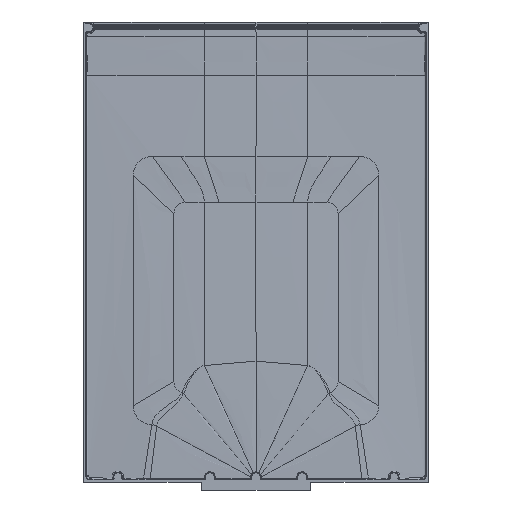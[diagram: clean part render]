
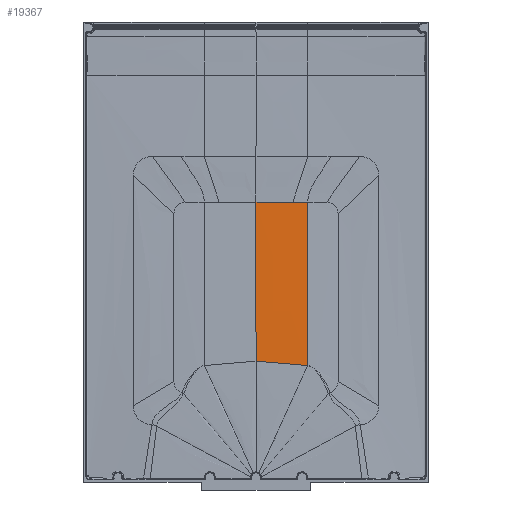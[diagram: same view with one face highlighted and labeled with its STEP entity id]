
A CAD part, front view. The second image highlights one B-rep face of the part: STEP entity #19367.
In plain terms, the highlighted free-form (B-spline) face has degree [3, 3] with [4, 4] control points.
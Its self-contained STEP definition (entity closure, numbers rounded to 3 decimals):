
#4987=CARTESIAN_POINT('',(134.866,-29.,304.506));
#5024=CARTESIAN_POINT('',(0.,-29.,
315.83));
#6130=CARTESIAN_POINT('',(0.,-22.434,
730.402));
#6143=CARTESIAN_POINT('',(95.618,-22.17,730.401));
#6151=CARTESIAN_POINT('',(0.,-29.,
315.83));
#6152=CARTESIAN_POINT('',(0.,-26.811,
454.021));
#6153=CARTESIAN_POINT('',(0.,-24.622,
592.212));
#6154=CARTESIAN_POINT('',(0.,-22.434,
730.402));
#6156=CARTESIAN_POINT('',(0.,-22.434,
730.402));
#6157=CARTESIAN_POINT('',(31.875,-22.434,730.402));
#6158=CARTESIAN_POINT('',(63.75,-22.339,730.402));
#6159=CARTESIAN_POINT('',(95.618,-22.17,730.401));
#6161=CARTESIAN_POINT('',(95.618,-22.17,730.401));
#6162=CARTESIAN_POINT('',(108.713,-22.1,730.401));
#6163=CARTESIAN_POINT('',(121.806,-22.018,730.401));
#6164=CARTESIAN_POINT('',(134.897,-21.925,730.402));
#6166=CARTESIAN_POINT('',(134.897,-21.925,730.402));
#6167=CARTESIAN_POINT('',(134.912,-24.229,588.523));
#6168=CARTESIAN_POINT('',(134.908,-26.626,446.643));
#6169=CARTESIAN_POINT('',(134.91,-28.996,304.757));
#6171=CARTESIAN_POINT('',(134.91,-28.996,304.757));
#6172=CARTESIAN_POINT('',(134.9,-28.996,304.751));
#6173=CARTESIAN_POINT('',(134.884,-28.996,304.739));
#6174=CARTESIAN_POINT('',(134.871,-28.996,304.722));
#6175=CARTESIAN_POINT('',(134.864,-28.997,304.702));
#6176=CARTESIAN_POINT('',(134.867,-28.997,304.678));
#6177=CARTESIAN_POINT('',(134.876,-28.997,304.66));
#6178=CARTESIAN_POINT('',(134.888,-28.998,304.642));
#6179=CARTESIAN_POINT('',(134.902,-28.998,304.627));
#6180=CARTESIAN_POINT('',(134.91,-28.998,304.619));
#6182=CARTESIAN_POINT('',(134.91,-28.998,304.619));
#6183=CARTESIAN_POINT('',(134.915,-28.998,304.612));
#6184=CARTESIAN_POINT('',(134.923,-28.998,304.6));
#6185=CARTESIAN_POINT('',(134.928,-28.999,304.584));
#6186=CARTESIAN_POINT('',(134.927,-28.999,304.567));
#6187=CARTESIAN_POINT('',(134.922,-28.999,304.554));
#6188=CARTESIAN_POINT('',(134.915,-28.999,304.545));
#6189=CARTESIAN_POINT('',(134.91,-28.999,304.54));
#6191=CARTESIAN_POINT('',(134.91,-28.999,304.54));
#6192=CARTESIAN_POINT('',(134.906,-28.999,304.536));
#6193=CARTESIAN_POINT('',(134.898,-29.,304.528));
#6194=CARTESIAN_POINT('',(134.884,-29.,304.516));
#6195=CARTESIAN_POINT('',(134.872,-29.,304.509));
#6196=CARTESIAN_POINT('',(134.866,-29.,304.506));
#6198=CARTESIAN_POINT('',(134.866,-29.,304.506));
#6199=CARTESIAN_POINT('',(123.713,-29.,306.18));
#6200=CARTESIAN_POINT('',(101.354,-29.,309.277));
#6201=CARTESIAN_POINT('',(56.454,-29.,314.124));
#6202=CARTESIAN_POINT('',(22.584,-29.,315.83));
#6203=CARTESIAN_POINT('',(0.,-29.,
315.83));
#6902=VERTEX_POINT('',#4987);
#6903=VERTEX_POINT('',#6191);
#6904=VERTEX_POINT('',#6182);
#6905=VERTEX_POINT('',#6171);
#6907=VERTEX_POINT('',#5024);
#6958=VERTEX_POINT('',#6130);
#6960=VERTEX_POINT('',#6143);
#6961=VERTEX_POINT('',#6164);
#19338=CARTESIAN_POINT('',(136.263,-21.846,
734.661));
#19339=CARTESIAN_POINT('',(90.405,-22.177,
734.66));
#19340=CARTESIAN_POINT('',(44.527,-22.37,
734.661));
#19341=CARTESIAN_POINT('',(-1.349,-22.367,
734.661));
#19342=CARTESIAN_POINT('',(136.279,-24.197,
589.859));
#19343=CARTESIAN_POINT('',(90.414,-24.491,
589.854));
#19344=CARTESIAN_POINT('',(44.532,-24.663,
589.853));
#19345=CARTESIAN_POINT('',(-1.349,-24.66,
589.853));
#19346=CARTESIAN_POINT('',(136.275,-26.647,
445.055));
#19347=CARTESIAN_POINT('',(90.41,-26.842,
445.048));
#19348=CARTESIAN_POINT('',(44.53,-26.956,
445.045));
#19349=CARTESIAN_POINT('',(-1.349,-26.953,
445.045));
#19350=CARTESIAN_POINT('',(136.277,-29.068,
300.247));
#19351=CARTESIAN_POINT('',(90.41,-29.181,
300.24));
#19352=CARTESIAN_POINT('',(44.53,-29.248,
300.237));
#19353=CARTESIAN_POINT('',(-1.349,-29.247,
300.237));
#19354=B_SPLINE_SURFACE_WITH_KNOTS('',3,3,((#19338,#19339,#19340,#19341),
(#19342,#19343,#19344,#19345),(#19346,#19347,#19348,#19349),(#19350,#19351,
#19352,#19353)),.UNSPECIFIED.,.F.,.F.,.F.,(4,4),(4,4),(0.388,
0.75),(0.348,0.502),.UNSPECIFIED.);
#19356=ORIENTED_EDGE('',*,*,#19355,.T.);
#19357=ORIENTED_EDGE('',*,*,#19246,.T.);
#19358=ORIENTED_EDGE('',*,*,#19329,.T.);
#19360=ORIENTED_EDGE('',*,*,#19359,.T.);
#19361=ORIENTED_EDGE('',*,*,#16897,.T.);
#19362=ORIENTED_EDGE('',*,*,#16895,.T.);
#19363=ORIENTED_EDGE('',*,*,#16893,.T.);
#19364=ORIENTED_EDGE('',*,*,#16933,.T.);
#19365=EDGE_LOOP('',(#19356,#19357,#19358,#19360,#19361,#19362,#19363,#19364));
#19366=FACE_OUTER_BOUND('',#19365,.F.);
#19367=ADVANCED_FACE('',(#19366),#19354,.F.);
#6155=B_SPLINE_CURVE_WITH_KNOTS('',3,(#6151,#6152,#6153,#6154),.UNSPECIFIED.,
.F.,.F.,(4,4),(0.,1.),.UNSPECIFIED.);
#6160=B_SPLINE_CURVE_WITH_KNOTS('',3,(#6156,#6157,#6158,#6159),.UNSPECIFIED.,
.F.,.F.,(4,4),(0.,1.),.UNSPECIFIED.);
#6165=B_SPLINE_CURVE_WITH_KNOTS('',3,(#6161,#6162,#6163,#6164),.UNSPECIFIED.,
.F.,.F.,(4,4),(0.,1.),.UNSPECIFIED.);
#6170=B_SPLINE_CURVE_WITH_KNOTS('',3,(#6166,#6167,#6168,#6169),.UNSPECIFIED.,
.F.,.F.,(4,4),(0.,1.),.UNSPECIFIED.);
#6181=B_SPLINE_CURVE_WITH_KNOTS('',3,(#6171,#6172,#6173,#6174,#6175,#6176,#6177,
#6178,#6179,#6180),.UNSPECIFIED.,.F.,.F.,(4,1,1,1,1,1,1,4),(0.,
0.143,0.286,0.429,0.571,
0.714,0.857,1.),.UNSPECIFIED.);
#6190=B_SPLINE_CURVE_WITH_KNOTS('',3,(#6182,#6183,#6184,#6185,#6186,#6187,#6188,
#6189),.UNSPECIFIED.,.F.,.F.,(4,1,1,1,1,4),(0.,0.2,0.4,0.6,0.8,1.),
.UNSPECIFIED.);
#6197=B_SPLINE_CURVE_WITH_KNOTS('',3,(#6191,#6192,#6193,#6194,#6195,#6196),
.UNSPECIFIED.,.F.,.F.,(4,1,1,4),(0.,0.333,0.667,1.),
.UNSPECIFIED.);
#6204=B_SPLINE_CURVE_WITH_KNOTS('',3,(#6198,#6199,#6200,#6201,#6202,#6203),
.UNSPECIFIED.,.F.,.F.,(4,1,1,4),(0.,0.25,0.5,1.),
.UNSPECIFIED.);
#16893=EDGE_CURVE('',#6903,#6902,#6197,.T.);
#16895=EDGE_CURVE('',#6904,#6903,#6190,.T.);
#16897=EDGE_CURVE('',#6905,#6904,#6181,.T.);
#16933=EDGE_CURVE('',#6902,#6907,#6204,.T.);
#19246=EDGE_CURVE('',#6958,#6960,#6160,.T.);
#19329=EDGE_CURVE('',#6960,#6961,#6165,.T.);
#19355=EDGE_CURVE('',#6907,#6958,#6155,.T.);
#19359=EDGE_CURVE('',#6961,#6905,#6170,.T.);
